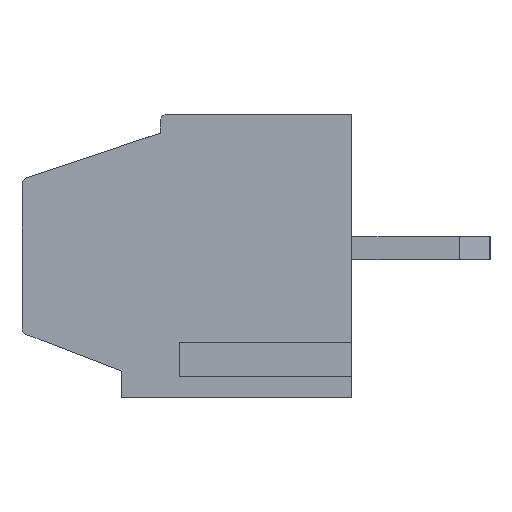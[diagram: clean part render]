
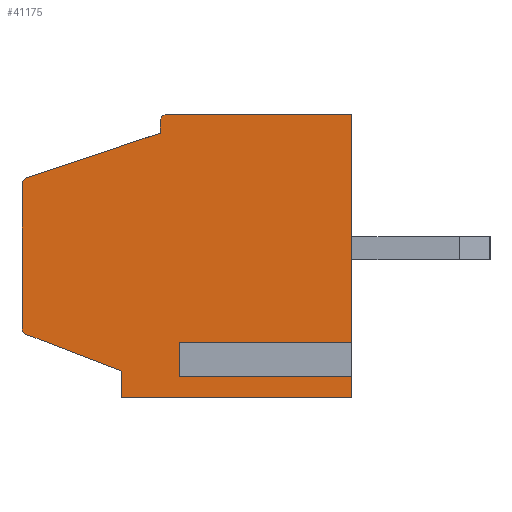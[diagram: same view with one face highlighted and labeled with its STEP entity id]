
A CAD part, left-side view. The second image highlights one B-rep face of the part: STEP entity #41175.
In plain terms, the highlighted planar face has unit normal (-1, 0, 0).
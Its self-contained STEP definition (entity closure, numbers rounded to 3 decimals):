
#182 = ORIENTED_EDGE ( 'NONE', *, *, #42204, .T. ) ;
#541 = CARTESIAN_POINT ( 'NONE',  ( 0., 8.4, 5.556 ) ) ;
#687 = CIRCLE ( 'NONE', #14606, 0.2 ) ;
#1002 = VERTEX_POINT ( 'NONE', #5667 ) ;
#1160 = LINE ( 'NONE', #42442, #16591 ) ;
#1617 = VERTEX_POINT ( 'NONE', #28496 ) ;
#1703 = LINE ( 'NONE', #14966, #5264 ) ;
#2352 = EDGE_CURVE ( 'NONE', #27567, #1002, #17239, .T. ) ;
#2578 = PLANE ( 'NONE',  #7758 ) ;
#2705 = DIRECTION ( 'NONE',  ( 0., 0., -1. ) ) ;
#3242 = CARTESIAN_POINT ( 'NONE',  ( 0., 0., 0. ) ) ;
#3381 = DIRECTION ( 'NONE',  ( 0., -1., 0. ) ) ;
#3567 = VERTEX_POINT ( 'NONE', #9311 ) ;
#5144 = ORIENTED_EDGE ( 'NONE', *, *, #24204, .T. ) ;
#5264 = VECTOR ( 'NONE', #8647, 1000. ) ;
#5373 = ORIENTED_EDGE ( 'NONE', *, *, #2352, .F. ) ;
#5612 = FACE_OUTER_BOUND ( 'NONE', #15645, .T. ) ;
#5667 = CARTESIAN_POINT ( 'NONE',  ( 0., 8.472, 1.651 ) ) ;
#5685 = ORIENTED_EDGE ( 'NONE', *, *, #27216, .F. ) ;
#6784 = VECTOR ( 'NONE', #34281, 1000. ) ;
#6834 = CARTESIAN_POINT ( 'NONE',  ( 0., 8.6, 7.4 ) ) ;
#6867 = EDGE_CURVE ( 'NONE', #26938, #9132, #1160, .T. ) ;
#7045 = CARTESIAN_POINT ( 'NONE',  ( 0., 8.6, 7.4 ) ) ;
#7054 = DIRECTION ( 'NONE',  ( 0., -1., 0. ) ) ;
#7286 = LINE ( 'NONE', #30569, #6784 ) ;
#7330 = ORIENTED_EDGE ( 'NONE', *, *, #37182, .T. ) ;
#7362 = ORIENTED_EDGE ( 'NONE', *, *, #10973, .F. ) ;
#7449 = EDGE_CURVE ( 'NONE', #19174, #19257, #7474, .T. ) ;
#7474 = LINE ( 'NONE', #17712, #31928 ) ;
#7758 = AXIS2_PLACEMENT_3D ( 'NONE', #35663, #21879, #22098 ) ;
#7906 = DIRECTION ( 'NONE',  ( 0., -0.949, 0.316 ) ) ;
#7927 = CARTESIAN_POINT ( 'NONE',  ( 0., 8.6, 5.556 ) ) ;
#8426 = VECTOR ( 'NONE', #13980, 1000. ) ;
#8515 = DIRECTION ( 'NONE',  ( -1., 0., 0. ) ) ;
#8647 = DIRECTION ( 'NONE',  ( 0., 0., 1. ) ) ;
#9132 = VERTEX_POINT ( 'NONE', #24316 ) ;
#9311 = CARTESIAN_POINT ( 'NONE',  ( 0., 5., 7.2 ) ) ;
#9350 = DIRECTION ( 'NONE',  ( 0., 0., 1. ) ) ;
#9436 = LINE ( 'NONE', #7045, #29650 ) ;
#10227 = CARTESIAN_POINT ( 'NONE',  ( 0., 5., 6.9 ) ) ;
#10655 = DIRECTION ( 'NONE',  ( 0., 0., 1. ) ) ;
#10723 = VECTOR ( 'NONE', #10655, 1000. ) ;
#10742 = DIRECTION ( 'NONE',  ( 0., 0., -1. ) ) ;
#10973 = EDGE_CURVE ( 'NONE', #11200, #33327, #9436, .T. ) ;
#11015 = CIRCLE ( 'NONE', #20709, 0.2 ) ;
#11184 = CARTESIAN_POINT ( 'NONE',  ( 0., 8.4, 1.837 ) ) ;
#11200 = VERTEX_POINT ( 'NONE', #18693 ) ;
#11670 = CIRCLE ( 'NONE', #36754, 0.2 ) ;
#12293 = CARTESIAN_POINT ( 'NONE',  ( 0., 6., 0. ) ) ;
#12526 = VERTEX_POINT ( 'NONE', #18406 ) ;
#12781 = EDGE_CURVE ( 'NONE', #12526, #34060, #42505, .T. ) ;
#13917 = LINE ( 'NONE', #40695, #33806 ) ;
#13980 = DIRECTION ( 'NONE',  ( 0., 0.933, 0.359 ) ) ;
#14606 = AXIS2_PLACEMENT_3D ( 'NONE', #541, #8515, #10742 ) ;
#14966 = CARTESIAN_POINT ( 'NONE',  ( 0., 6., 0.7 ) ) ;
#15266 = VERTEX_POINT ( 'NONE', #27631 ) ;
#15470 = DIRECTION ( 'NONE',  ( 0., -1., 0. ) ) ;
#15645 = EDGE_LOOP ( 'NONE', ( #42754, #17683, #5685, #17719, #182, #7362, #33254, #5373, #23636, #5144, #22192, #24714, #23774, #7330, #42230 ) ) ;
#16591 = VECTOR ( 'NONE', #9350, 1000. ) ;
#17043 = DIRECTION ( 'NONE',  ( 0., 0., 1. ) ) ;
#17123 = CARTESIAN_POINT ( 'NONE',  ( 0., 4.5, 0.732 ) ) ;
#17145 = EDGE_CURVE ( 'NONE', #11200, #1002, #11670, .T. ) ;
#17239 = LINE ( 'NONE', #33405, #8426 ) ;
#17683 = ORIENTED_EDGE ( 'NONE', *, *, #21356, .T. ) ;
#17712 = CARTESIAN_POINT ( 'NONE',  ( 0., 8.6, 5.7 ) ) ;
#17719 = ORIENTED_EDGE ( 'NONE', *, *, #7449, .F. ) ;
#18117 = CARTESIAN_POINT ( 'NONE',  ( 0., 8.6, 0. ) ) ;
#18406 = CARTESIAN_POINT ( 'NONE',  ( 0., 4.5, 1.268 ) ) ;
#18693 = CARTESIAN_POINT ( 'NONE',  ( 0., 8.6, 1.837 ) ) ;
#19174 = VERTEX_POINT ( 'NONE', #23186 ) ;
#19257 = VERTEX_POINT ( 'NONE', #31307 ) ;
#20203 = VECTOR ( 'NONE', #15470, 1000. ) ;
#20709 = AXIS2_PLACEMENT_3D ( 'NONE', #33033, #42996, #32831 ) ;
#21356 = EDGE_CURVE ( 'NONE', #15266, #3567, #11015, .T. ) ;
#21879 = DIRECTION ( 'NONE',  ( 1., 0., 0. ) ) ;
#22098 = DIRECTION ( 'NONE',  ( 0., 0., -1. ) ) ;
#22192 = ORIENTED_EDGE ( 'NONE', *, *, #35499, .T. ) ;
#23186 = CARTESIAN_POINT ( 'NONE',  ( 0., 8.463, 5.746 ) ) ;
#23227 = EDGE_CURVE ( 'NONE', #34060, #1617, #42550, .T. ) ;
#23636 = ORIENTED_EDGE ( 'NONE', *, *, #28824, .F. ) ;
#23774 = ORIENTED_EDGE ( 'NONE', *, *, #12781, .F. ) ;
#24204 = EDGE_CURVE ( 'NONE', #27689, #32968, #28074, .T. ) ;
#24316 = CARTESIAN_POINT ( 'NONE',  ( 0., 0., 7.4 ) ) ;
#24425 = DIRECTION ( 'NONE',  ( 0., 0., -1. ) ) ;
#24714 = ORIENTED_EDGE ( 'NONE', *, *, #23227, .F. ) ;
#26938 = VERTEX_POINT ( 'NONE', #30322 ) ;
#27198 = DIRECTION ( 'NONE',  ( 0., 0., 1. ) ) ;
#27216 = EDGE_CURVE ( 'NONE', #19257, #3567, #40511, .T. ) ;
#27567 = VERTEX_POINT ( 'NONE', #28359 ) ;
#27631 = CARTESIAN_POINT ( 'NONE',  ( 0., 4.8, 7.4 ) ) ;
#27689 = VERTEX_POINT ( 'NONE', #12293 ) ;
#28074 = LINE ( 'NONE', #18117, #20203 ) ;
#28359 = CARTESIAN_POINT ( 'NONE',  ( 0., 6., 0.7 ) ) ;
#28496 = CARTESIAN_POINT ( 'NONE',  ( 0., 0., 0.732 ) ) ;
#28824 = EDGE_CURVE ( 'NONE', #27689, #27567, #1703, .T. ) ;
#28861 = EDGE_CURVE ( 'NONE', #15266, #9132, #35222, .T. ) ;
#29571 = VECTOR ( 'NONE', #7054, 1000. ) ;
#29650 = VECTOR ( 'NONE', #17043, 1000. ) ;
#30322 = CARTESIAN_POINT ( 'NONE',  ( 0., 0., 1.268 ) ) ;
#30569 = CARTESIAN_POINT ( 'NONE',  ( 0., 5.53, 1.268 ) ) ;
#31244 = DIRECTION ( 'NONE',  ( -1., 0., 0. ) ) ;
#31307 = CARTESIAN_POINT ( 'NONE',  ( 0., 5., 6.9 ) ) ;
#31928 = VECTOR ( 'NONE', #7906, 1000. ) ;
#32831 = DIRECTION ( 'NONE',  ( 0., 0., -1. ) ) ;
#32968 = VERTEX_POINT ( 'NONE', #3242 ) ;
#33033 = CARTESIAN_POINT ( 'NONE',  ( 0., 4.8, 7.2 ) ) ;
#33254 = ORIENTED_EDGE ( 'NONE', *, *, #17145, .T. ) ;
#33327 = VERTEX_POINT ( 'NONE', #7927 ) ;
#33405 = CARTESIAN_POINT ( 'NONE',  ( 0., 8.6, 1.7 ) ) ;
#33440 = CARTESIAN_POINT ( 'NONE',  ( 0., 5.53, 0.732 ) ) ;
#33806 = VECTOR ( 'NONE', #27198, 1000. ) ;
#34060 = VERTEX_POINT ( 'NONE', #17123 ) ;
#34281 = DIRECTION ( 'NONE',  ( 0., -1., 0. ) ) ;
#35222 = LINE ( 'NONE', #6834, #29571 ) ;
#35499 = EDGE_CURVE ( 'NONE', #32968, #1617, #13917, .T. ) ;
#35663 = CARTESIAN_POINT ( 'NONE',  ( 0., 8.6, 7.4 ) ) ;
#36754 = AXIS2_PLACEMENT_3D ( 'NONE', #11184, #31244, #24425 ) ;
#37182 = EDGE_CURVE ( 'NONE', #12526, #26938, #7286, .T. ) ;
#40149 = VECTOR ( 'NONE', #2705, 1000. ) ;
#40511 = LINE ( 'NONE', #10227, #10723 ) ;
#40695 = CARTESIAN_POINT ( 'NONE',  ( 0., 0., 7.4 ) ) ;
#40986 = VECTOR ( 'NONE', #3381, 1000. ) ;
#41175 = ADVANCED_FACE ( 'NONE', ( #5612 ), #2578, .F. ) ;
#42076 = CARTESIAN_POINT ( 'NONE',  ( 0., 4.5, 0.732 ) ) ;
#42204 = EDGE_CURVE ( 'NONE', #19174, #33327, #687, .T. ) ;
#42230 = ORIENTED_EDGE ( 'NONE', *, *, #6867, .T. ) ;
#42442 = CARTESIAN_POINT ( 'NONE',  ( 0., 0., 7.4 ) ) ;
#42505 = LINE ( 'NONE', #42076, #40149 ) ;
#42550 = LINE ( 'NONE', #33440, #40986 ) ;
#42754 = ORIENTED_EDGE ( 'NONE', *, *, #28861, .F. ) ;
#42996 = DIRECTION ( 'NONE',  ( -1., 0., 0. ) ) ;
